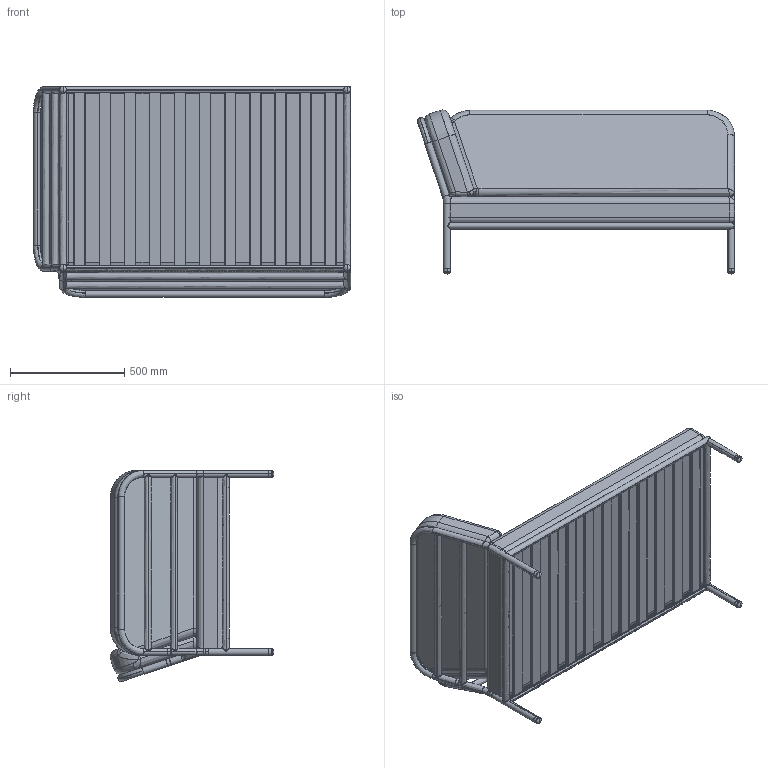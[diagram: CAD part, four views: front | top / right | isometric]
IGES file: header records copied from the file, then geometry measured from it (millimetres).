
Start section: SolidWorks IGES file using analytic representation for surfaces
Global section: file name: Level Left Corner.IGS; native system: SolidWorks 2018; preprocessor: SolidWorks 2018; author: Morten; date: 190117.152140; units: millimetre
Bounding box: 1389.63 x 718.1 x 924.63 mm (x, y, z)
Surface area: 8816298.8 mm2 (no closed solid volume)
Topology: 0 solids, 0 shells, 478 faces, 7382 edges, 7355 vertices
Faces by surface type: bspline 275, revolution 203
